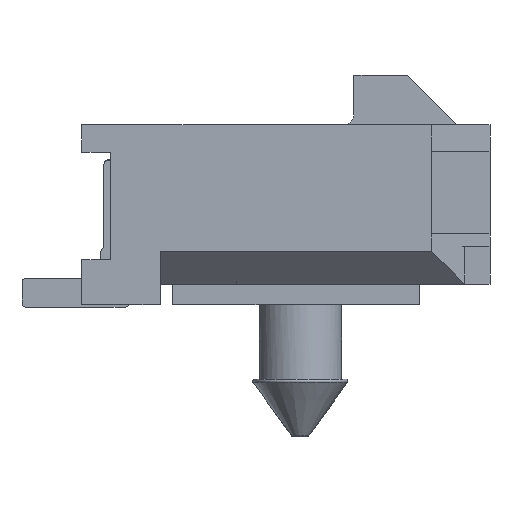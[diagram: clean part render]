
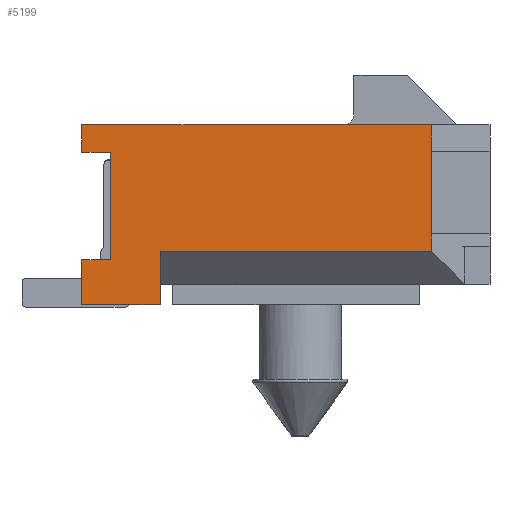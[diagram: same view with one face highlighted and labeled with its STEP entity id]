
A CAD part, left-side view. The second image highlights one B-rep face of the part: STEP entity #5199.
In plain terms, the highlighted planar face has unit normal (-1, 0, 0).
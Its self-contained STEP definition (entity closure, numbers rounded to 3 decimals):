
#668=ORIENTED_EDGE('',*,*,#2111,.T.);
#669=ORIENTED_EDGE('',*,*,#2112,.T.);
#670=ORIENTED_EDGE('',*,*,#1701,.F.);
#671=ORIENTED_EDGE('',*,*,#2113,.T.);
#672=ORIENTED_EDGE('',*,*,#2114,.F.);
#673=ORIENTED_EDGE('',*,*,#2115,.F.);
#674=ORIENTED_EDGE('',*,*,#2116,.F.);
#675=ORIENTED_EDGE('',*,*,#1812,.T.);
#676=ORIENTED_EDGE('',*,*,#2117,.T.);
#677=ORIENTED_EDGE('',*,*,#2118,.T.);
#678=ORIENTED_EDGE('',*,*,#2119,.T.);
#679=ORIENTED_EDGE('',*,*,#2120,.T.);
#1701=EDGE_CURVE('',#2463,#2464,#2947,.T.);
#1812=EDGE_CURVE('',#2572,#2571,#3058,.T.);
#2111=EDGE_CURVE('',#2793,#2794,#3357,.T.);
#2112=EDGE_CURVE('',#2794,#2464,#3358,.T.);
#2113=EDGE_CURVE('',#2463,#2795,#3359,.T.);
#2114=EDGE_CURVE('',#2796,#2795,#3360,.T.);
#2115=EDGE_CURVE('',#2797,#2796,#3361,.T.);
#2116=EDGE_CURVE('',#2572,#2797,#3362,.T.);
#2117=EDGE_CURVE('',#2571,#2798,#3363,.T.);
#2118=EDGE_CURVE('',#2798,#2799,#3364,.T.);
#2119=EDGE_CURVE('',#2799,#2800,#3365,.T.);
#2120=EDGE_CURVE('',#2800,#2793,#3366,.T.);
#2463=VERTEX_POINT('',#7180);
#2464=VERTEX_POINT('',#7182);
#2571=VERTEX_POINT('',#7415);
#2572=VERTEX_POINT('',#7417);
#2793=VERTEX_POINT('',#7993);
#2794=VERTEX_POINT('',#7994);
#2795=VERTEX_POINT('',#7997);
#2796=VERTEX_POINT('',#7999);
#2797=VERTEX_POINT('',#8001);
#2798=VERTEX_POINT('',#8004);
#2799=VERTEX_POINT('',#8006);
#2800=VERTEX_POINT('',#8008);
#2947=LINE('',#7181,#3639);
#3058=LINE('',#7416,#3750);
#3357=LINE('',#7992,#4049);
#3358=LINE('',#7995,#4050);
#3359=LINE('',#7996,#4051);
#3360=LINE('',#7998,#4052);
#3361=LINE('',#8000,#4053);
#3362=LINE('',#8002,#4054);
#3363=LINE('',#8003,#4055);
#3364=LINE('',#8005,#4056);
#3365=LINE('',#8007,#4057);
#3366=LINE('',#8009,#4058);
#3639=VECTOR('',#5799,1000.);
#3750=VECTOR('',#5942,1000.);
#4049=VECTOR('',#6353,1000.);
#4050=VECTOR('',#6354,1000.);
#4051=VECTOR('',#6355,1000.);
#4052=VECTOR('',#6356,1000.);
#4053=VECTOR('',#6357,1000.);
#4054=VECTOR('',#6358,1000.);
#4055=VECTOR('',#6359,1000.);
#4056=VECTOR('',#6360,1000.);
#4057=VECTOR('',#6361,1000.);
#4058=VECTOR('',#6362,1000.);
#4397=EDGE_LOOP('',(#668,#669,#670,#671,#672,#673,#674,#675,#676,#677,#678,
#679));
#4685=FACE_BOUND('',#4397,.T.);
#4960=PLANE('',#5503);
#5199=ADVANCED_FACE('',(#4685),#4960,.T.);
#5503=AXIS2_PLACEMENT_3D('',#7991,#6351,#6352);
#5799=DIRECTION('',(0.,0.,-1.));
#5942=DIRECTION('',(0.,1.,0.));
#6351=DIRECTION('',(-1.,0.,0.));
#6352=DIRECTION('',(0.,0.,1.));
#6353=DIRECTION('',(0.,0.,-1.));
#6354=DIRECTION('',(0.,-1.,0.));
#6355=DIRECTION('',(0.,-1.,0.));
#6356=DIRECTION('',(0.,0.,-1.));
#6357=DIRECTION('',(0.,0.,-1.));
#6358=DIRECTION('',(0.,0.,-1.));
#6359=DIRECTION('',(0.,0.,-1.));
#6360=DIRECTION('',(0.,-1.,0.));
#6361=DIRECTION('',(0.,0.,-1.));
#6362=DIRECTION('',(0.,1.,0.));
#7180=CARTESIAN_POINT('',(-9.325,3.05,-0.885));
#7181=CARTESIAN_POINT('',(-9.325,3.05,-1.685));
#7182=CARTESIAN_POINT('',(-9.325,3.05,-2.185));
#7415=CARTESIAN_POINT('',(-9.325,4.95,2.185));
#7416=CARTESIAN_POINT('',(-9.325,-4.95,2.185));
#7417=CARTESIAN_POINT('',(-9.325,-3.536,2.185));
#7991=CARTESIAN_POINT('',(-9.325,0.,0.));
#7992=CARTESIAN_POINT('',(-9.325,4.95,2.185));
#7993=CARTESIAN_POINT('',(-9.325,4.95,-1.085));
#7994=CARTESIAN_POINT('',(-9.325,4.95,-2.185));
#7995=CARTESIAN_POINT('',(-9.325,4.95,-2.185));
#7996=CARTESIAN_POINT('',(-9.325,0.,-0.885));
#7997=CARTESIAN_POINT('',(-9.325,-3.536,-0.885));
#7998=CARTESIAN_POINT('',(-9.325,-3.536,0.));
#7999=CARTESIAN_POINT('',(-9.325,-3.536,-0.465));
#8000=CARTESIAN_POINT('',(-9.325,-3.536,1.535));
#8001=CARTESIAN_POINT('',(-9.325,-3.536,1.535));
#8002=CARTESIAN_POINT('',(-9.325,-3.536,0.));
#8003=CARTESIAN_POINT('',(-9.325,4.95,2.185));
#8004=CARTESIAN_POINT('',(-9.325,4.95,1.515));
#8005=CARTESIAN_POINT('',(-9.325,0.,1.515));
#8006=CARTESIAN_POINT('',(-9.325,4.25,1.515));
#8007=CARTESIAN_POINT('',(-9.325,4.25,0.));
#8008=CARTESIAN_POINT('',(-9.325,4.25,-1.085));
#8009=CARTESIAN_POINT('',(-9.325,0.,-1.085));
